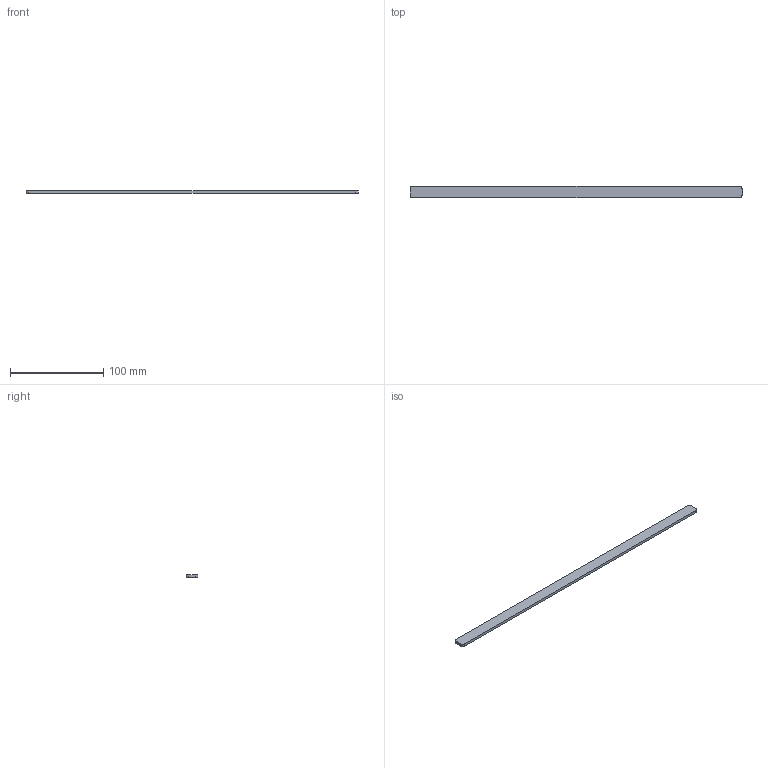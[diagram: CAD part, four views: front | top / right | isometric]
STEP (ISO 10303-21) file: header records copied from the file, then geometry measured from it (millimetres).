
FILE_DESCRIPTION(/* description */ (''),/* implementation_level */ '2;1');
FILE_NAME(/* name */ '2021-01-007.stp',/* time_stamp */ '2021-06-02T09:06:51-06:00',/* author */ ('carso'),/* organization */ (''),/* preprocessor_version */ 'ST-DEVELOPER v18',/* originating_system */ 'Autodesk Inventor 2020',/* authorisation */ '');
FILE_SCHEMA (('AUTOMOTIVE_DESIGN { 1 0 10303 214 3 1 1 }'));
Length unit declared in the file: millimetre
Products named in the file (1): 2021-01-007
Bounding box: 355.6 x 12.7 x 3 mm (x, y, z)
Volume: 13484.9 mm3; surface area: 11249.3 mm2
Topology: 1 solids, 1 shells, 18 faces, 213 edges, 372 vertices
Faces by surface type: plane 10, cylinder 8
Full cylindrical faces by diameter (mm): 3 x2, 5 x1, 5.1 x1
Entity records: 1679 total; most frequent: CARTESIAN_POINT 739, STYLED_ITEM 172, DIRECTION 118, POLYLINE 93, ORIENTED_EDGE 84, TRIMMED_CURVE 78, B_SPLINE_CURVE_WITH_KNOTS 70, AXIS2_PLACEMENT_3D 49
